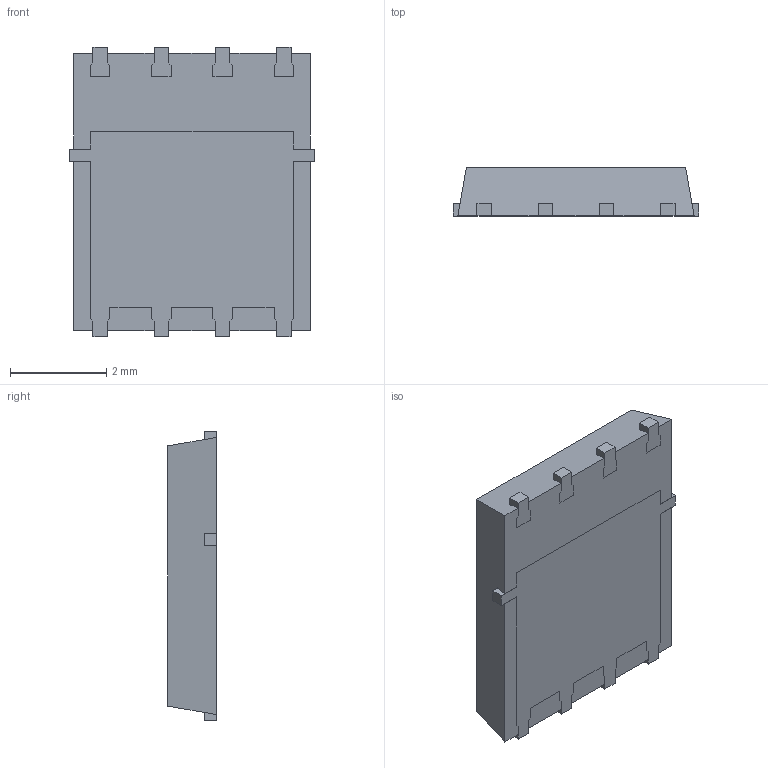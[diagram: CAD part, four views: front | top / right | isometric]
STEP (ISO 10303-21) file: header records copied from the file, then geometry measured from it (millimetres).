
FILE_DESCRIPTION (( 'STEP AP214' ), '1' );
FILE_NAME ('STL320N4LF8.STEP', '2024-06-20T11:08:15', ( '' ), ( '' ), 'SwSTEP 2.0', 'SolidWorks 2023', '' );
FILE_SCHEMA (( 'AUTOMOTIVE_DESIGN' ));
Length unit declared in the file: millimetre
Products named in the file (1): STL320N4LF8
Bounding box: 5.1 x 1 x 6 mm (x, y, z)
Volume: 26.4 mm3; surface area: 120.9 mm2
Topology: 6 solids, 6 shells, 163 faces, 450 edges, 300 vertices
Faces by surface type: plane 161, cylinder 2
Entity records: 6949 total; most frequent: CARTESIAN_POINT 914, ORIENTED_EDGE 900, DIRECTION 782, EDGE_CURVE 450, LINE 446, VECTOR 446, VERTEX_POINT 300, UNCERTAINTY_MEASURE_WITH_UNIT 170
